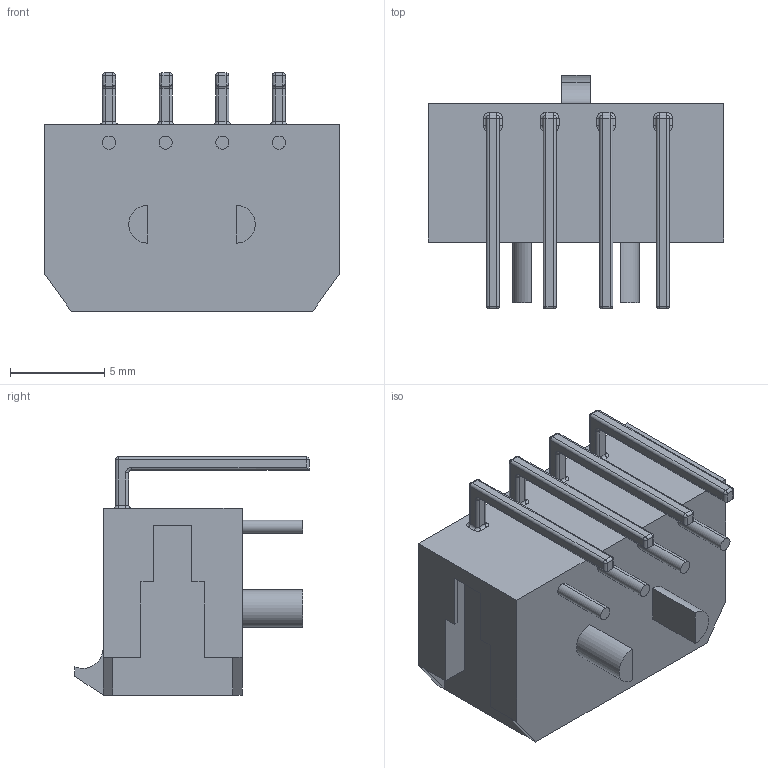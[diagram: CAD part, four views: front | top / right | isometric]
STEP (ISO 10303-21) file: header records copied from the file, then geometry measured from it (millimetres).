
FILE_DESCRIPTION (( 'STEP AP214' ), '1' );
FILE_NAME ('PINREX 733-72-08TB10.STEP', '2021-04-13T15:45:41', ( '' ), ( '' ), 'SwSTEP 2.0', 'SolidWorks 2021', '' );
FILE_SCHEMA (( 'AUTOMOTIVE_DESIGN' ));
Length unit declared in the file: millimetre
Products named in the file (1): PINREX 733-72-08TB10
Bounding box: 15.65 x 12.41 x 12.62 mm (x, y, z)
Volume: 676.8 mm3; surface area: 1689.7 mm2
Topology: 1 solids, 1 shells, 285 faces, 673 edges, 400 vertices
Faces by surface type: plane 165, cylinder 80, torus 24, sphere 16
Entity records: 11076 total; most frequent: DIRECTION 1389, CARTESIAN_POINT 1367, ORIENTED_EDGE 1314, EDGE_CURVE 657, VECTOR 481, LINE 481, AXIS2_PLACEMENT_3D 454, VERTEX_POINT 400
